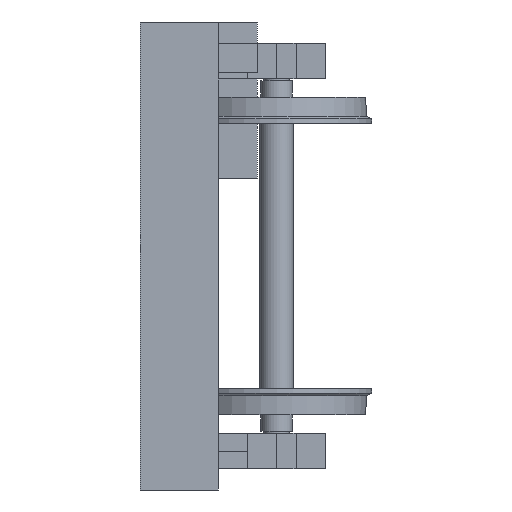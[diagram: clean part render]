
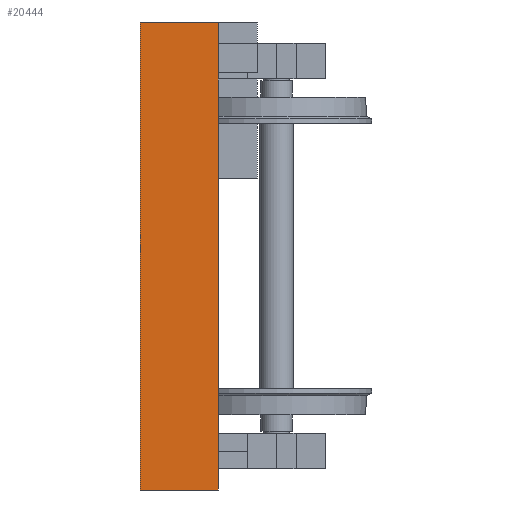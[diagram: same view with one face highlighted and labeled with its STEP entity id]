
A CAD part, left-side view. The second image highlights one B-rep face of the part: STEP entity #20444.
In plain terms, the highlighted planar face has unit normal (-1, 0, 0).
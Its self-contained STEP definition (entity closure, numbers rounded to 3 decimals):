
#376 = CARTESIAN_POINT ( 'NONE',  ( -1700., -400., -1200. ) ) ;
#631 = VERTEX_POINT ( 'NONE', #13562 ) ;
#1332 = LINE ( 'NONE', #18390, #5366 ) ;
#1548 = VECTOR ( 'NONE', #21327, 1000. ) ;
#2458 = VERTEX_POINT ( 'NONE', #20072 ) ;
#4464 = LINE ( 'NONE', #8285, #12431 ) ;
#5366 = VECTOR ( 'NONE', #22074, 1000. ) ;
#5691 = ORIENTED_EDGE ( 'NONE', *, *, #8771, .F. ) ;
#6303 = ORIENTED_EDGE ( 'NONE', *, *, #24020, .T. ) ;
#7604 = ORIENTED_EDGE ( 'NONE', *, *, #17333, .F. ) ;
#8285 = CARTESIAN_POINT ( 'NONE',  ( -1700., -400., 1200. ) ) ;
#8528 = VECTOR ( 'NONE', #22733, 1000. ) ;
#8754 = AXIS2_PLACEMENT_3D ( 'NONE', #23307, #17425, #15578 ) ;
#8771 = EDGE_CURVE ( 'NONE', #631, #19182, #1332, .T. ) ;
#9397 = CARTESIAN_POINT ( 'NONE',  ( -1700., 0., 1200. ) ) ;
#10906 = CARTESIAN_POINT ( 'NONE',  ( -1700., -400., -1200. ) ) ;
#12431 = VECTOR ( 'NONE', #15759, 1000. ) ;
#13562 = CARTESIAN_POINT ( 'NONE',  ( -1700., 0., -1200. ) ) ;
#13857 = LINE ( 'NONE', #19121, #1548 ) ;
#13870 = FACE_OUTER_BOUND ( 'NONE', #23653, .T. ) ;
#15115 = LINE ( 'NONE', #376, #8528 ) ;
#15578 = DIRECTION ( 'NONE',  ( 0., 0., 1. ) ) ;
#15759 = DIRECTION ( 'NONE',  ( 0., 1., 0. ) ) ;
#17333 = EDGE_CURVE ( 'NONE', #19917, #631, #13857, .T. ) ;
#17425 = DIRECTION ( 'NONE',  ( -1., 0., 0. ) ) ;
#18178 = ORIENTED_EDGE ( 'NONE', *, *, #23919, .T. ) ;
#18390 = CARTESIAN_POINT ( 'NONE',  ( -1700., 0., -1200. ) ) ;
#19121 = CARTESIAN_POINT ( 'NONE',  ( -1700., -400., -1200. ) ) ;
#19182 = VERTEX_POINT ( 'NONE', #9397 ) ;
#19917 = VERTEX_POINT ( 'NONE', #10906 ) ;
#20072 = CARTESIAN_POINT ( 'NONE',  ( -1700., -400., 1200. ) ) ;
#20444 = ADVANCED_FACE ( 'NONE', ( #13870 ), #20982, .T. ) ;
#20982 = PLANE ( 'NONE',  #8754 ) ;
#21327 = DIRECTION ( 'NONE',  ( 0., 1., 0. ) ) ;
#22074 = DIRECTION ( 'NONE',  ( 0., 0., 1. ) ) ;
#22733 = DIRECTION ( 'NONE',  ( 0., 0., 1. ) ) ;
#23307 = CARTESIAN_POINT ( 'NONE',  ( -1700., -400., -1200. ) ) ;
#23653 = EDGE_LOOP ( 'NONE', ( #5691, #7604, #6303, #18178 ) ) ;
#23919 = EDGE_CURVE ( 'NONE', #2458, #19182, #4464, .T. ) ;
#24020 = EDGE_CURVE ( 'NONE', #19917, #2458, #15115, .T. ) ;
